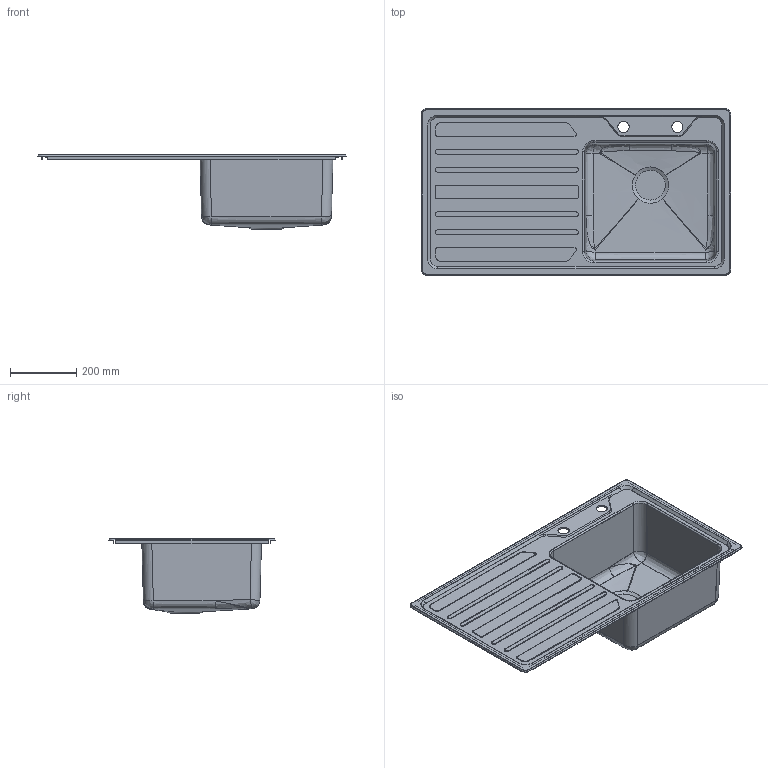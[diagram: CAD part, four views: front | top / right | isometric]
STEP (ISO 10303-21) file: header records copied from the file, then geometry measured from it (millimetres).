
FILE_DESCRIPTION(/* description */ (''),/* implementation_level */ '2;1');
FILE_NAME(/* name */ '9350BRH',/* time_stamp */ '2020-03-09T12:14:20+08:00',/* author */ (''),/* organization */ (''),/* preprocessor_version */ 'ST-DEVELOPER v9',/* originating_system */ 'UGS - NX 4.0',/* authorisation */ '');
FILE_SCHEMA (('AUTOMOTIVE_DESIGN { 1 0 10303 214 1 1 1 1 }'));
Length unit declared in the file: millimetre
Products named in the file (1): Admi6435win1
Bounding box: 930.35 x 500.36 x 225 mm (x, y, z)
Volume: 523405.9 mm3; surface area: 1688111.2 mm2
Topology: 1 solids, 1 shells, 337 faces, 817 edges, 476 vertices
Faces by surface type: plane 169, bspline 102, cylinder 66
Full cylindrical faces by diameter (mm): 34 x2
Entity records: 12924 total; most frequent: CARTESIAN_POINT 5979, ORIENTED_EDGE 1570, DIRECTION 1221, EDGE_CURVE 785, VERTEX_POINT 472, AXIS2_PLACEMENT_3D 408, LINE 405, VECTOR 405
